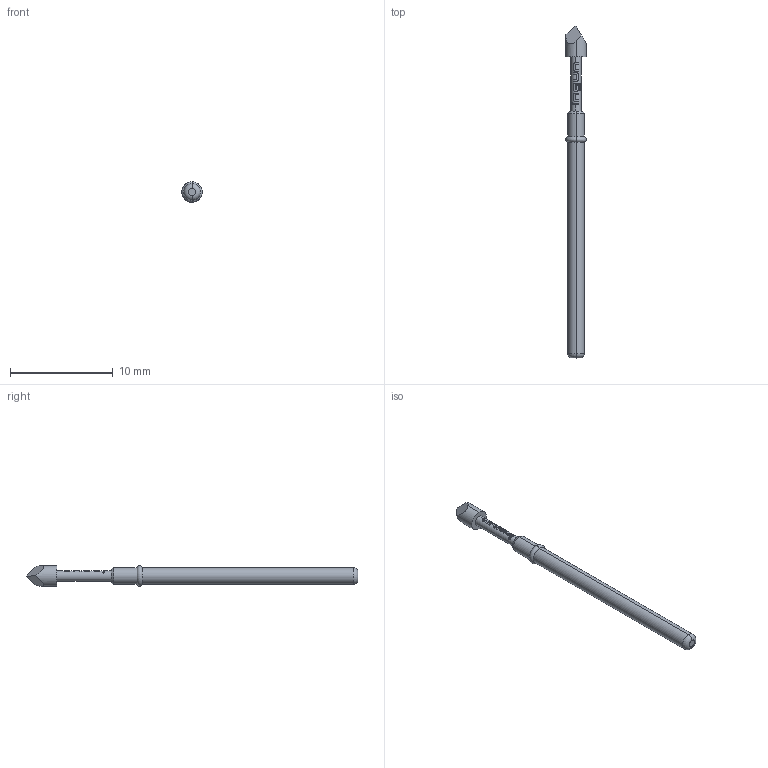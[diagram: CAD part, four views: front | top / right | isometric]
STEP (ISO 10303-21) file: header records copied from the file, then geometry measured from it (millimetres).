
FILE_DESCRIPTION (( 'STEP AP203' ), '1' );
FILE_NAME ('INGUN_GKS-112_207_200_R_xx03.STEP', '2020-07-27T05:42:04', ( '' ), ( '' ), 'SwSTEP 2.0', 'SolidWorks 2018', '' );
FILE_SCHEMA (( 'CONFIG_CONTROL_DESIGN' ));
Length unit declared in the file: millimetre
Products named in the file (1): INGUN_GKS-112_207_200_R_xx03
Bounding box: 2 x 32.3 x 2 mm (x, y, z)
Volume: 61.9 mm3; surface area: 163.3 mm2
Topology: 1 solids, 1 shells, 101 faces, 280 edges, 184 vertices
Faces by surface type: bspline 38, plane 30, cylinder 27, torus 4, cone 2
Entity records: 4336 total; most frequent: CARTESIAN_POINT 2226, ORIENTED_EDGE 560, EDGE_CURVE 280, B_SPLINE_CURVE_WITH_KNOTS 222, DIRECTION 203, VERTEX_POINT 184, EDGE_LOOP 104, FACE_OUTER_BOUND 101
